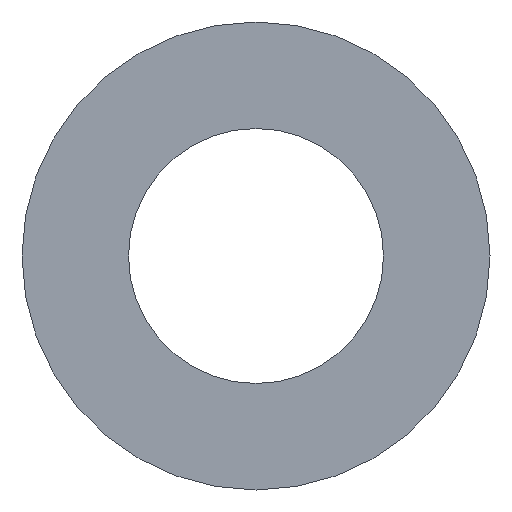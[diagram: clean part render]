
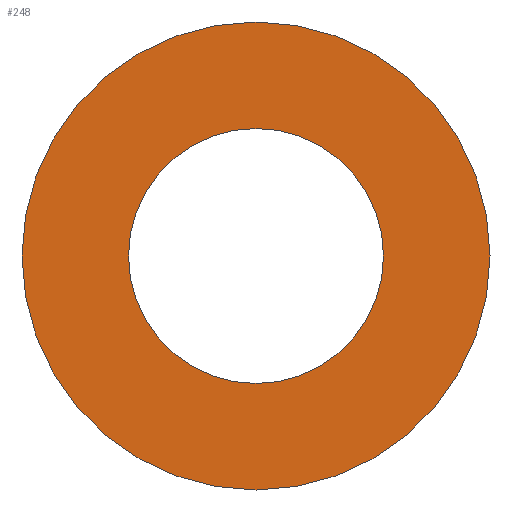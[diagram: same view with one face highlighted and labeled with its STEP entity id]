
A CAD part, front view. The second image highlights one B-rep face of the part: STEP entity #248.
In plain terms, the highlighted planar face has unit normal (0, -1, 0).
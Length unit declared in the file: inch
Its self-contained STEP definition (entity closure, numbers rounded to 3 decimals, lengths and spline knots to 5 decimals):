
#8 = EDGE_CURVE ( 'NONE', #111, #108, #199, .T. ) ;
#11 = AXIS2_PLACEMENT_3D ( 'NONE', #61, #86, #87 ) ;
#25 = AXIS2_PLACEMENT_3D ( 'NONE', #73, #68, #81 ) ;
#30 = EDGE_CURVE ( 'NONE', #109, #112, #205, .T. ) ;
#33 = AXIS2_PLACEMENT_3D ( 'NONE', #100, #99, #98 ) ;
#37 = EDGE_CURVE ( 'NONE', #112, #109, #201, .T. ) ;
#40 = AXIS2_PLACEMENT_3D ( 'NONE', #47, #55, #60 ) ;
#42 = AXIS2_PLACEMENT_3D ( 'NONE', #104, #64, #67 ) ;
#43 = EDGE_CURVE ( 'NONE', #108, #111, #194, .T. ) ;
#47 = CARTESIAN_POINT ( 'NONE',  ( 0., 0., 0. ) ) ;
#55 = DIRECTION ( 'NONE',  ( 0., 1., 0. ) ) ;
#56 = CARTESIAN_POINT ( 'NONE',  ( 0., 0., -0.1275 ) ) ;
#60 = DIRECTION ( 'NONE',  ( 0., 0., 1. ) ) ;
#61 = CARTESIAN_POINT ( 'NONE',  ( 0., 0., 0. ) ) ;
#63 = CARTESIAN_POINT ( 'NONE',  ( 0., 0., -0.234 ) ) ;
#64 = DIRECTION ( 'NONE',  ( 0., 1., 0. ) ) ;
#67 = DIRECTION ( 'NONE',  ( 0., 0., 1. ) ) ;
#68 = DIRECTION ( 'NONE',  ( 0., 1., 0. ) ) ;
#73 = CARTESIAN_POINT ( 'NONE',  ( 0., 0., 0. ) ) ;
#74 = CARTESIAN_POINT ( 'NONE',  ( 0., 0., 0.234 ) ) ;
#75 = PLANE ( 'NONE',  #25 ) ;
#81 = DIRECTION ( 'NONE',  ( 0., 0., 1. ) ) ;
#86 = DIRECTION ( 'NONE',  ( 0., 1., 0. ) ) ;
#87 = DIRECTION ( 'NONE',  ( 0., 0., 1. ) ) ;
#98 = DIRECTION ( 'NONE',  ( 0., 0., 1. ) ) ;
#99 = DIRECTION ( 'NONE',  ( 0., 1., 0. ) ) ;
#100 = CARTESIAN_POINT ( 'NONE',  ( 0., 0., 0. ) ) ;
#101 = CARTESIAN_POINT ( 'NONE',  ( 0., 0., 0.1275 ) ) ;
#104 = CARTESIAN_POINT ( 'NONE',  ( 0., 0., 0. ) ) ;
#108 = VERTEX_POINT ( 'NONE', #56 ) ;
#109 = VERTEX_POINT ( 'NONE', #63 ) ;
#111 = VERTEX_POINT ( 'NONE', #101 ) ;
#112 = VERTEX_POINT ( 'NONE', #74 ) ;
#158 = EDGE_LOOP ( 'NONE', ( #161, #175 ) ) ;
#161 = ORIENTED_EDGE ( 'NONE', *, *, #30, .F. ) ;
#167 = ORIENTED_EDGE ( 'NONE', *, *, #8, .T. ) ;
#175 = ORIENTED_EDGE ( 'NONE', *, *, #37, .F. ) ;
#183 = EDGE_LOOP ( 'NONE', ( #167, #206 ) ) ;
#187 = FACE_OUTER_BOUND ( 'NONE', #158, .T. ) ;
#189 = FACE_BOUND ( 'NONE', #183, .T. ) ;
#194 = CIRCLE ( 'NONE', #11, 0.1275 ) ;
#199 = CIRCLE ( 'NONE', #33, 0.1275 ) ;
#201 = CIRCLE ( 'NONE', #42, 0.234 ) ;
#205 = CIRCLE ( 'NONE', #40, 0.234 ) ;
#206 = ORIENTED_EDGE ( 'NONE', *, *, #43, .T. ) ;
#248 = ADVANCED_FACE ( 'NONE', ( #189, #187 ), #75, .F. ) ;
